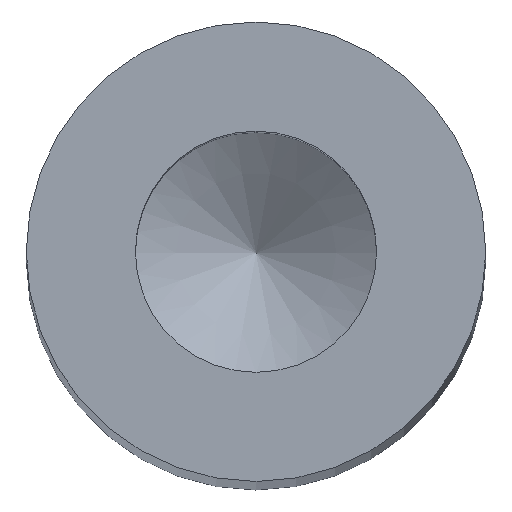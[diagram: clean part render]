
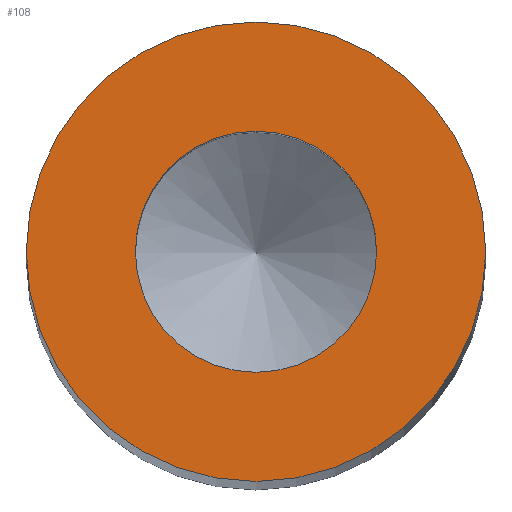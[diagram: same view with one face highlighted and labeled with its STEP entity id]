
A CAD part, top view. The second image highlights one B-rep face of the part: STEP entity #108.
In plain terms, the highlighted planar face has unit normal (0, 0, 1).
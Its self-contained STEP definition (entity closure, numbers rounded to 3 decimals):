
#6 = AXIS2_PLACEMENT_3D ( 'NONE', #122, #39, #107 ) ;
#14 = PLANE ( 'NONE',  #156 ) ;
#37 = CARTESIAN_POINT ( 'NONE',  ( 2.1, 0., 42.5 ) ) ;
#39 = DIRECTION ( 'NONE',  ( 0., 0., 1. ) ) ;
#45 = DIRECTION ( 'NONE',  ( 1., 0., 0. ) ) ;
#47 = AXIS2_PLACEMENT_3D ( 'NONE', #130, #117, #45 ) ;
#48 = FACE_BOUND ( 'NONE', #84, .T. ) ;
#63 = ORIENTED_EDGE ( 'NONE', *, *, #67, .F. ) ;
#66 = EDGE_LOOP ( 'NONE', ( #126 ) ) ;
#67 = EDGE_CURVE ( 'NONE', #177, #177, #92, .T. ) ;
#84 = EDGE_LOOP ( 'NONE', ( #63 ) ) ;
#85 = DIRECTION ( 'NONE',  ( 0., 0., 1. ) ) ;
#86 = CIRCLE ( 'NONE', #6, 4. ) ;
#92 = CIRCLE ( 'NONE', #47, 2.1 ) ;
#107 = DIRECTION ( 'NONE',  ( 1., 0., 0. ) ) ;
#108 = ADVANCED_FACE ( 'NONE', ( #48, #164 ), #14, .T. ) ;
#117 = DIRECTION ( 'NONE',  ( 0., 0., 1. ) ) ;
#122 = CARTESIAN_POINT ( 'NONE',  ( 0., 0., 42.5 ) ) ;
#126 = ORIENTED_EDGE ( 'NONE', *, *, #172, .T. ) ;
#130 = CARTESIAN_POINT ( 'NONE',  ( 0., 0., 42.5 ) ) ;
#145 = DIRECTION ( 'NONE',  ( 1., 0., 0. ) ) ;
#150 = CARTESIAN_POINT ( 'NONE',  ( 4., 0., 42.5 ) ) ;
#156 = AXIS2_PLACEMENT_3D ( 'NONE', #173, #85, #145 ) ;
#164 = FACE_OUTER_BOUND ( 'NONE', #66, .T. ) ;
#172 = EDGE_CURVE ( 'NONE', #176, #176, #86, .T. ) ;
#173 = CARTESIAN_POINT ( 'NONE',  ( 0., 0., 42.5 ) ) ;
#176 = VERTEX_POINT ( 'NONE', #150 ) ;
#177 = VERTEX_POINT ( 'NONE', #37 ) ;
